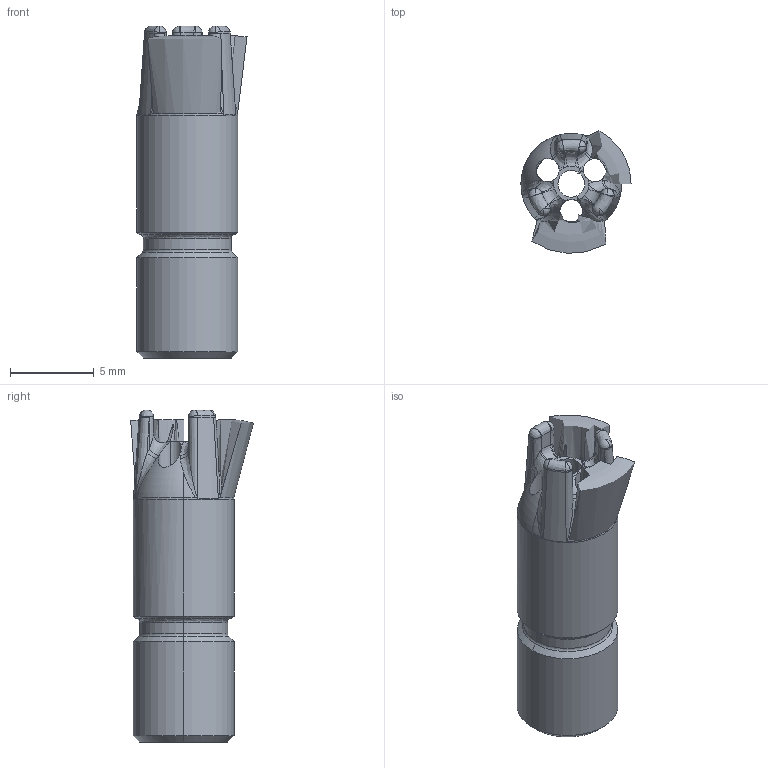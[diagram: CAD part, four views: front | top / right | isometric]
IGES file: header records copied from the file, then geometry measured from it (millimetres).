
Start section: START RECORD GO HERE.
Global section: file name: 6mm Nozzle.igs; native system: DASSAULT SYSTEMES CATIA V5 R20 - www.3ds.com; preprocessor: CATIA Version 5 Release 20 ; author: Chirag Shah; organization: INTRITECH; date: 20180718.170318; units: millimetre
Bounding box: 6.56 x 7.3 x 19.76 mm (x, y, z)
Volume: 241.2 mm3; surface area: 637 mm2
Topology: 1 solids, 1 shells, 136 faces, 359 edges, 200 vertices
Faces by surface type: revolution 86, bspline 42, plane 8
